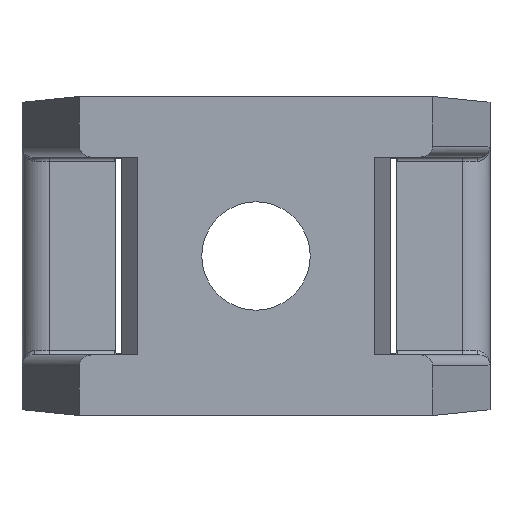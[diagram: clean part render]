
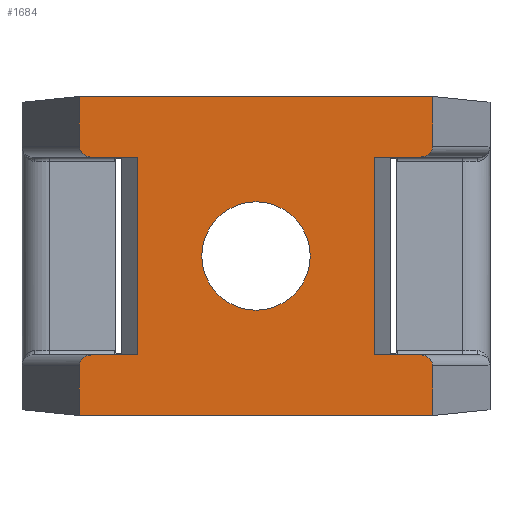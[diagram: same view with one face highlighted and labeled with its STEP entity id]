
A CAD part, front view. The second image highlights one B-rep face of the part: STEP entity #1684.
In plain terms, the highlighted planar face has unit normal (0, -1, 0).
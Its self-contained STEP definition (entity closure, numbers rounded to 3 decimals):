
#48=FACE_BOUND('',#326,.T.);
#118=ELLIPSE('',#1831,0.563,0.5);
#119=ELLIPSE('',#1832,0.563,0.5);
#120=ELLIPSE('',#1833,0.563,0.5);
#121=ELLIPSE('',#1834,0.563,0.5);
#145=PLANE('',#1830);
#220=FACE_OUTER_BOUND('',#325,.T.);
#325=EDGE_LOOP('',(#1272,#1273,#1274,#1275,#1276,#1277,#1278,#1279,#1280,
#1281,#1282,#1283,#1284,#1285,#1286,#1287));
#326=EDGE_LOOP('',(#1288,#1289));
#435=LINE('',#2506,#556);
#442=LINE('',#2537,#563);
#446=LINE('',#2546,#567);
#452=LINE('',#2559,#573);
#488=LINE('',#2877,#609);
#490=LINE('',#2883,#611);
#491=LINE('',#2885,#612);
#492=LINE('',#2887,#613);
#493=LINE('',#2889,#614);
#494=LINE('',#2892,#615);
#495=LINE('',#2894,#616);
#496=LINE('',#2896,#617);
#556=VECTOR('',#2020,1000.);
#563=VECTOR('',#2035,1000.);
#567=VECTOR('',#2041,1000.);
#573=VECTOR('',#2049,1000.);
#609=VECTOR('',#2109,1000.);
#611=VECTOR('',#2115,1000.);
#612=VECTOR('',#2116,1000.);
#613=VECTOR('',#2117,1000.);
#614=VECTOR('',#2120,1000.);
#615=VECTOR('',#2123,1000.);
#616=VECTOR('',#2124,1000.);
#617=VECTOR('',#2127,1000.);
#661=CIRCLE('',#1799,2.55);
#662=CIRCLE('',#1800,2.55);
#723=VERTEX_POINT('',#2407);
#724=VERTEX_POINT('',#2409);
#755=VERTEX_POINT('',#2503);
#756=VERTEX_POINT('',#2505);
#765=VERTEX_POINT('',#2535);
#766=VERTEX_POINT('',#2536);
#769=VERTEX_POINT('',#2544);
#770=VERTEX_POINT('',#2545);
#775=VERTEX_POINT('',#2556);
#776=VERTEX_POINT('',#2558);
#815=VERTEX_POINT('',#2874);
#816=VERTEX_POINT('',#2876);
#817=VERTEX_POINT('',#2880);
#818=VERTEX_POINT('',#2882);
#819=VERTEX_POINT('',#2884);
#820=VERTEX_POINT('',#2886);
#821=VERTEX_POINT('',#2890);
#822=VERTEX_POINT('',#2893);
#884=EDGE_CURVE('',#723,#724,#661,.T.);
#885=EDGE_CURVE('',#724,#723,#662,.T.);
#916=EDGE_CURVE('',#755,#756,#435,.T.);
#926=EDGE_CURVE('',#765,#766,#442,.T.);
#930=EDGE_CURVE('',#769,#770,#446,.T.);
#936=EDGE_CURVE('',#775,#776,#452,.T.);
#988=EDGE_CURVE('',#816,#815,#488,.T.);
#990=EDGE_CURVE('',#775,#817,#118,.T.);
#991=EDGE_CURVE('',#818,#817,#490,.T.);
#992=EDGE_CURVE('',#819,#818,#491,.T.);
#993=EDGE_CURVE('',#819,#820,#492,.T.);
#994=EDGE_CURVE('',#820,#766,#119,.T.);
#995=EDGE_CURVE('',#816,#765,#493,.T.);
#996=EDGE_CURVE('',#815,#821,#120,.T.);
#997=EDGE_CURVE('',#756,#821,#494,.T.);
#998=EDGE_CURVE('',#755,#822,#495,.T.);
#999=EDGE_CURVE('',#822,#769,#121,.T.);
#1000=EDGE_CURVE('',#770,#776,#496,.T.);
#1272=ORIENTED_EDGE('',*,*,#936,.F.);
#1273=ORIENTED_EDGE('',*,*,#990,.T.);
#1274=ORIENTED_EDGE('',*,*,#991,.F.);
#1275=ORIENTED_EDGE('',*,*,#992,.F.);
#1276=ORIENTED_EDGE('',*,*,#993,.T.);
#1277=ORIENTED_EDGE('',*,*,#994,.T.);
#1278=ORIENTED_EDGE('',*,*,#926,.F.);
#1279=ORIENTED_EDGE('',*,*,#995,.F.);
#1280=ORIENTED_EDGE('',*,*,#988,.T.);
#1281=ORIENTED_EDGE('',*,*,#996,.T.);
#1282=ORIENTED_EDGE('',*,*,#997,.F.);
#1283=ORIENTED_EDGE('',*,*,#916,.F.);
#1284=ORIENTED_EDGE('',*,*,#998,.T.);
#1285=ORIENTED_EDGE('',*,*,#999,.T.);
#1286=ORIENTED_EDGE('',*,*,#930,.T.);
#1287=ORIENTED_EDGE('',*,*,#1000,.T.);
#1288=ORIENTED_EDGE('',*,*,#885,.F.);
#1289=ORIENTED_EDGE('',*,*,#884,.F.);
#1684=ADVANCED_FACE('',(#220,#48),#145,.F.);
#1799=AXIS2_PLACEMENT_3D('',#2410,#1973,#1974);
#1800=AXIS2_PLACEMENT_3D('',#2411,#1975,#1976);
#1830=AXIS2_PLACEMENT_3D('',#2879,#2111,#2112);
#1831=AXIS2_PLACEMENT_3D('',#2881,#2113,#2114);
#1832=AXIS2_PLACEMENT_3D('',#2888,#2118,#2119);
#1833=AXIS2_PLACEMENT_3D('',#2891,#2121,#2122);
#1834=AXIS2_PLACEMENT_3D('',#2895,#2125,#2126);
#1973=DIRECTION('center_axis',(0.,-1.,0.));
#1974=DIRECTION('ref_axis',(0.,0.,-1.));
#1975=DIRECTION('center_axis',(0.,-1.,0.));
#1976=DIRECTION('ref_axis',(0.,0.,-1.));
#2020=DIRECTION('',(0.,0.,1.));
#2035=DIRECTION('',(0.,0.,-1.));
#2041=DIRECTION('',(0.,0.,-1.));
#2049=DIRECTION('',(0.,0.,-1.));
#2109=DIRECTION('',(0.,0.,-1.));
#2111=DIRECTION('center_axis',(0.,1.,0.));
#2112=DIRECTION('ref_axis',(0.,0.,1.));
#2113=DIRECTION('center_axis',(0.,-1.,0.));
#2114=DIRECTION('ref_axis',(1.,0.,0.));
#2115=DIRECTION('',(1.,0.,0.));
#2116=DIRECTION('',(0.,0.,-1.));
#2117=DIRECTION('',(1.,0.,0.));
#2118=DIRECTION('center_axis',(0.,-1.,0.));
#2119=DIRECTION('ref_axis',(1.,0.,0.));
#2120=DIRECTION('',(1.,0.,0.));
#2121=DIRECTION('center_axis',(0.,-1.,0.));
#2122=DIRECTION('ref_axis',(1.,0.,0.));
#2123=DIRECTION('',(-1.,0.,0.));
#2124=DIRECTION('',(-1.,0.,0.));
#2125=DIRECTION('center_axis',(0.,-1.,0.));
#2126=DIRECTION('ref_axis',(1.,0.,0.));
#2127=DIRECTION('',(1.,0.,0.));
#2407=CARTESIAN_POINT('',(0.,0.,2.55));
#2409=CARTESIAN_POINT('',(0.,0.,-2.55));
#2410=CARTESIAN_POINT('Origin',(0.,0.,0.));
#2411=CARTESIAN_POINT('Origin',(0.,0.,0.));
#2503=CARTESIAN_POINT('',(-5.575,0.,-4.65));
#2505=CARTESIAN_POINT('',(-5.575,0.,4.65));
#2506=CARTESIAN_POINT('',(-5.575,0.,4.65));
#2535=CARTESIAN_POINT('',(8.3,0.,7.5));
#2536=CARTESIAN_POINT('',(8.3,0.,5.15));
#2537=CARTESIAN_POINT('',(8.3,0.,7.5));
#2544=CARTESIAN_POINT('',(-8.3,0.,-5.15));
#2545=CARTESIAN_POINT('',(-8.3,0.,-7.5));
#2546=CARTESIAN_POINT('',(-8.3,0.,7.5));
#2556=CARTESIAN_POINT('',(8.3,0.,-5.15));
#2558=CARTESIAN_POINT('',(8.3,0.,-7.5));
#2559=CARTESIAN_POINT('',(8.3,0.,7.5));
#2874=CARTESIAN_POINT('',(-8.3,0.,5.15));
#2876=CARTESIAN_POINT('',(-8.3,0.,7.5));
#2877=CARTESIAN_POINT('',(-8.3,0.,7.5));
#2879=CARTESIAN_POINT('Origin',(-8.3,0.,7.5));
#2880=CARTESIAN_POINT('',(7.737,0.,-4.65));
#2881=CARTESIAN_POINT('Origin',(7.737,0.,-5.15));
#2882=CARTESIAN_POINT('',(5.575,0.,-4.65));
#2883=CARTESIAN_POINT('',(5.575,0.,-4.65));
#2884=CARTESIAN_POINT('',(5.575,0.,4.65));
#2885=CARTESIAN_POINT('',(5.575,0.,4.65));
#2886=CARTESIAN_POINT('',(7.737,0.,4.65));
#2887=CARTESIAN_POINT('',(-8.3,0.,4.65));
#2888=CARTESIAN_POINT('Origin',(7.737,0.,5.15));
#2889=CARTESIAN_POINT('',(-8.3,0.,7.5));
#2890=CARTESIAN_POINT('',(-7.737,0.,4.65));
#2891=CARTESIAN_POINT('Origin',(-7.737,0.,5.15));
#2892=CARTESIAN_POINT('',(-5.575,0.,4.65));
#2893=CARTESIAN_POINT('',(-7.737,0.,-4.65));
#2894=CARTESIAN_POINT('',(-8.3,0.,-4.65));
#2895=CARTESIAN_POINT('Origin',(-7.737,0.,-5.15));
#2896=CARTESIAN_POINT('',(-8.3,0.,-7.5));
